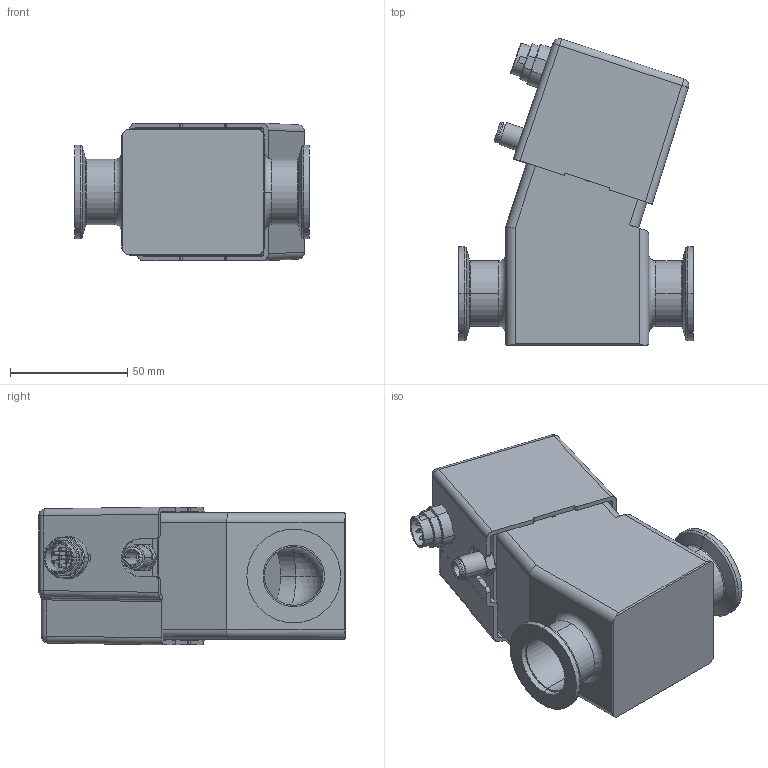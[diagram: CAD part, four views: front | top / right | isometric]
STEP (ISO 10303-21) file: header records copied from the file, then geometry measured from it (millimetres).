
FILE_DESCRIPTION (( 'STEP AP214' ), '1' );
FILE_NAME ('PAIV-S03132.STEP', '2025-11-04T22:28:24', ( '' ), ( '' ), 'SwSTEP 2.0', 'SolidWorks 2023', '' );
FILE_SCHEMA (( 'AUTOMOTIVE_DESIGN' ));
Length unit declared in the file: millimetre
Products named in the file (11): 39-01022_SHELLED; 35-01477; 2000260386; 35-01527_SHELLED; PAIV-S03132; 35-01473_SHELLED; 22-00050; 29-00062_5225K506; 37-00107; 36-00435_extended; 2000281749_SHELLED
Assembly tree (10 placements, depth 4):
  PAIV-S03132
    2000260386
    2000281749_SHELLED
      35-01527_SHELLED
      39-01022_SHELLED
        36-00435_extended
        35-01477
        35-01473_SHELLED
      29-00062_5225K506
      22-00050
      37-00107
Bounding box: 100 x 130.82 x 58.79 mm (x, y, z)
Volume: 243080.3 mm3; surface area: 119278.7 mm2
Topology: 8 solids, 11 shells, 981 faces, 2377 edges, 1452 vertices
Faces by surface type: plane 285, cylinder 266, torus 166, cone 155, bspline 90, sphere 19
Entity records: 35725 total; most frequent: CARTESIAN_POINT 13547, ORIENTED_EDGE 4642, DIRECTION 4481, EDGE_CURVE 2328, AXIS2_PLACEMENT_3D 1820, VERTEX_POINT 1452, EDGE_LOOP 1119, FACE_OUTER_BOUND 981
